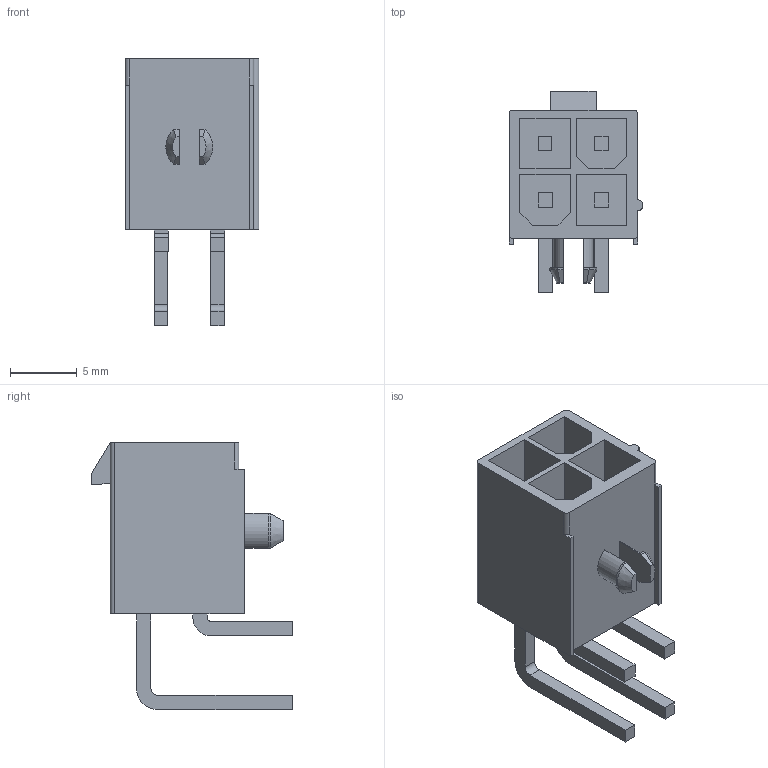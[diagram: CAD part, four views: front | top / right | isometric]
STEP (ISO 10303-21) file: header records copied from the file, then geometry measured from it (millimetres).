
FILE_DESCRIPTION((''),'2;1');
FILE_NAME('039300040','2009-08-21T',('gga'),(''),'PRO/ENGINEER BY PARAMETRIC TECHNOLOGY CORPORATION, 2003451','PRO/ENGINEER BY PARAMETRIC TECHNOLOGY CORPORATION, 2003451','');
FILE_SCHEMA(('CONFIG_CONTROL_DESIGN'));
Length unit declared in the file: millimetre
Products named in the file (1): 039300040
Bounding box: 10 x 15 x 19.93 mm (x, y, z)
Volume: 761.8 mm3; surface area: 1537.2 mm2
Topology: 1 solids, 1 shells, 123 faces, 320 edges, 214 vertices
Faces by surface type: plane 104, cylinder 17, cone 2
Entity records: 3754 total; most frequent: CARTESIAN_POINT 655, ORIENTED_EDGE 618, DIRECTION 612, EDGE_CURVE 309, VECTOR 270, LINE 270, VERTEX_POINT 202, AXIS2_PLACEMENT_3D 171
